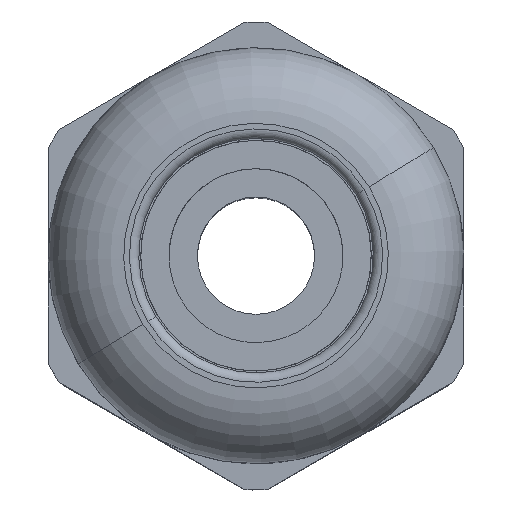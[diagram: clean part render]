
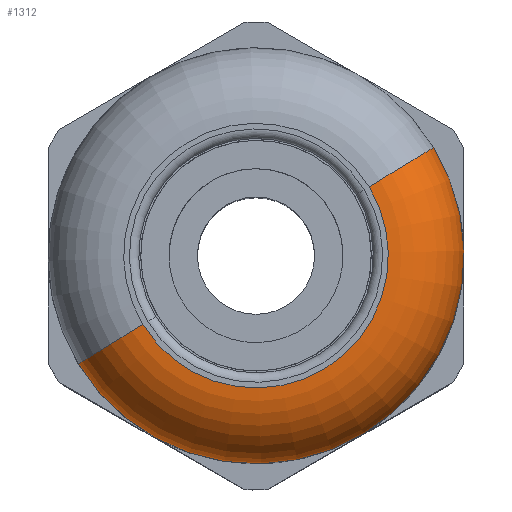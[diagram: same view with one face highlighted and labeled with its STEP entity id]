
A CAD part, top view. The second image highlights one B-rep face of the part: STEP entity #1312.
In plain terms, the highlighted toroidal (fillet/blend) face has major radius 7 mm and minor radius 4 mm.
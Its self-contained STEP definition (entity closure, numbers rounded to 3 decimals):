
#1042=AXIS2_PLACEMENT_3D('Circle Axis2P3D',#1040,#1041,$) ;
#1271=AXIS2_PLACEMENT_3D('Circle Axis2P3D',#1269,#1270,$) ;
#1285=AXIS2_PLACEMENT_3D('Circle Axis2P3D',#1283,#1284,$) ;
#1299=AXIS2_PLACEMENT_3D('Torus Axis2P3D',#1296,#1297,#1298) ;
#1303=AXIS2_PLACEMENT_3D('Circle Axis2P3D',#1301,#1302,$) ;
#1009=CARTESIAN_POINT('Vertex',(1.606,6.652,39.)) ;
#1016=CARTESIAN_POINT('Vertex',(20.394,18.098,39.)) ;
#1040=CARTESIAN_POINT('Axis2P3D Location',(11.,12.375,39.)) ;
#1269=CARTESIAN_POINT('Axis2P3D Location',(5.022,8.733,39.)) ;
#1273=CARTESIAN_POINT('Vertex',(5.022,8.733,43.)) ;
#1280=CARTESIAN_POINT('Vertex',(16.978,16.017,43.)) ;
#1283=CARTESIAN_POINT('Axis2P3D Location',(16.978,16.017,39.)) ;
#1296=CARTESIAN_POINT('Axis2P3D Location',(11.,12.375,39.)) ;
#1301=CARTESIAN_POINT('Axis2P3D Location',(11.,12.375,43.)) ;
#1041=DIRECTION('Axis2P3D Direction',(0.,0.,-1.)) ;
#1270=DIRECTION('Axis2P3D Direction',(0.52,-0.854,0.)) ;
#1284=DIRECTION('Axis2P3D Direction',(-0.52,0.854,0.)) ;
#1297=DIRECTION('Axis2P3D Direction',(0.,0.,-1.)) ;
#1298=DIRECTION('Axis2P3D XDirection',(0.854,0.52,0.)) ;
#1302=DIRECTION('Axis2P3D Direction',(0.,0.,-1.)) ;
#1307=ORIENTED_EDGE('',*,*,#1044,.F.) ;
#1308=ORIENTED_EDGE('',*,*,#1287,.T.) ;
#1309=ORIENTED_EDGE('',*,*,#1305,.T.) ;
#1310=ORIENTED_EDGE('',*,*,#1275,.F.) ;
#1312=ADVANCED_FACE('Hauptk\X2\00F6\X0\rper.1',(#1311),#1300,.T.) ;
#1043=CIRCLE('generated circle',#1042,11.) ;
#1272=CIRCLE('generated circle',#1271,4.) ;
#1286=CIRCLE('generated circle',#1285,4.) ;
#1304=CIRCLE('generated circle',#1303,7.) ;
#1300=TOROIDAL_SURFACE('homeo Torus',#1299,7.,4.) ;
#1044=EDGE_CURVE('',#1017,#1010,#1043,.T.) ;
#1275=EDGE_CURVE('',#1010,#1274,#1272,.F.) ;
#1287=EDGE_CURVE('',#1017,#1281,#1286,.F.) ;
#1305=EDGE_CURVE('',#1281,#1274,#1304,.T.) ;
#1306=EDGE_LOOP('',(#1307,#1308,#1309,#1310)) ;
#1311=FACE_OUTER_BOUND('',#1306,.T.) ;
#1010=VERTEX_POINT('',#1009) ;
#1017=VERTEX_POINT('',#1016) ;
#1274=VERTEX_POINT('',#1273) ;
#1281=VERTEX_POINT('',#1280) ;
